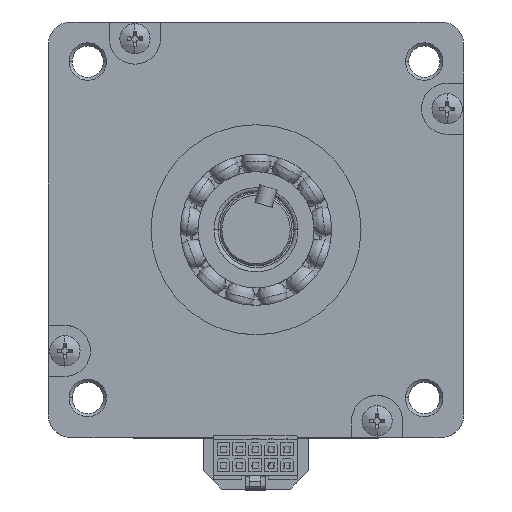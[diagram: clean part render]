
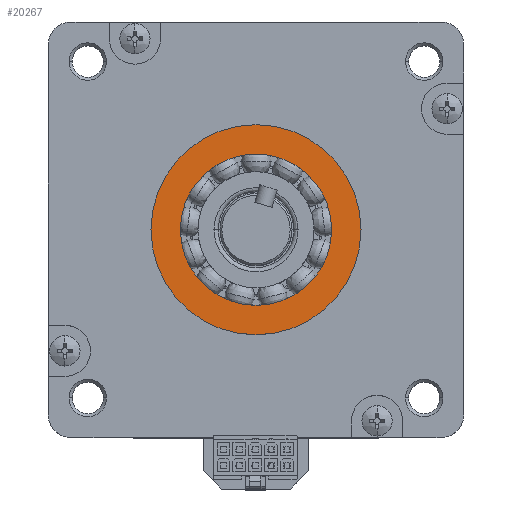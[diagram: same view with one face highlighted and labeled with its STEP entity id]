
A CAD part, top view. The second image highlights one B-rep face of the part: STEP entity #20267.
In plain terms, the highlighted planar face has unit normal (0, 0, 1).
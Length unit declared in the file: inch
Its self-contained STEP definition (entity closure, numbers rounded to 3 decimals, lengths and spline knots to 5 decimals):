
#1699 = AXIS2_PLACEMENT_3D ( 'NONE', #57877, #32651, #48596 ) ;
#4390 = DIRECTION ( 'NONE',  ( -1., 0., 0. ) ) ;
#4486 = FACE_BOUND ( 'NONE', #37712, .T. ) ;
#5316 = EDGE_CURVE ( 'NONE', #52598, #48786, #53159, .T. ) ;
#5916 = CIRCLE ( 'NONE', #58292, 1.09291 ) ;
#6597 = DIRECTION ( 'NONE',  ( 1., 0., 0. ) ) ;
#9236 = CARTESIAN_POINT ( 'NONE',  ( 0., 0., 0.06299 ) ) ;
#10869 = FACE_OUTER_BOUND ( 'NONE', #63329, .T. ) ;
#12562 = CARTESIAN_POINT ( 'NONE',  ( 0., 0., 0.06299 ) ) ;
#13018 = CARTESIAN_POINT ( 'NONE',  ( -0.7874, 0., 0.06299 ) ) ;
#14006 = CARTESIAN_POINT ( 'NONE',  ( 0., 0., 0.06299 ) ) ;
#18780 = DIRECTION ( 'NONE',  ( -1., 0., 0. ) ) ;
#20267 = ADVANCED_FACE ( 'NONE', ( #4486, #10869 ), #36974, .T. ) ;
#20376 = CARTESIAN_POINT ( 'NONE',  ( 0., 0., 0.06299 ) ) ;
#21379 = CARTESIAN_POINT ( 'NONE',  ( 0.7874, 0., 0.06299 ) ) ;
#29204 = CIRCLE ( 'NONE', #46347, 1.09291 ) ;
#30512 = AXIS2_PLACEMENT_3D ( 'NONE', #14006, #54550, #64737 ) ;
#30636 = ORIENTED_EDGE ( 'NONE', *, *, #48248, .F. ) ;
#32651 = DIRECTION ( 'NONE',  ( 0., 0., -1. ) ) ;
#35001 = CARTESIAN_POINT ( 'NONE',  ( 1.09291, 0., 0.06299 ) ) ;
#35338 = ORIENTED_EDGE ( 'NONE', *, *, #5316, .T. ) ;
#36974 = PLANE ( 'NONE',  #45089 ) ;
#37712 = EDGE_LOOP ( 'NONE', ( #46427, #35338 ) ) ;
#39872 = EDGE_CURVE ( 'NONE', #48786, #52598, #40331, .T. ) ;
#40331 = CIRCLE ( 'NONE', #1699, 0.7874 ) ;
#45089 = AXIS2_PLACEMENT_3D ( 'NONE', #12562, #52647, #6597 ) ;
#46347 = AXIS2_PLACEMENT_3D ( 'NONE', #9236, #59518, #18780 ) ;
#46427 = ORIENTED_EDGE ( 'NONE', *, *, #39872, .T. ) ;
#48248 = EDGE_CURVE ( 'NONE', #53732, #58743, #5916, .T. ) ;
#48596 = DIRECTION ( 'NONE',  ( 1., 0., 0. ) ) ;
#48786 = VERTEX_POINT ( 'NONE', #21379 ) ;
#52598 = VERTEX_POINT ( 'NONE', #13018 ) ;
#52647 = DIRECTION ( 'NONE',  ( 0., 0., 1. ) ) ;
#53159 = CIRCLE ( 'NONE', #30512, 0.7874 ) ;
#53732 = VERTEX_POINT ( 'NONE', #35001 ) ;
#54550 = DIRECTION ( 'NONE',  ( 0., 0., -1. ) ) ;
#55998 = DIRECTION ( 'NONE',  ( 0., 0., -1. ) ) ;
#57877 = CARTESIAN_POINT ( 'NONE',  ( 0., 0., 0.06299 ) ) ;
#58000 = ORIENTED_EDGE ( 'NONE', *, *, #61259, .F. ) ;
#58292 = AXIS2_PLACEMENT_3D ( 'NONE', #20376, #55998, #4390 ) ;
#58743 = VERTEX_POINT ( 'NONE', #63048 ) ;
#59518 = DIRECTION ( 'NONE',  ( 0., 0., -1. ) ) ;
#61259 = EDGE_CURVE ( 'NONE', #58743, #53732, #29204, .T. ) ;
#63048 = CARTESIAN_POINT ( 'NONE',  ( -1.09291, 0., 0.06299 ) ) ;
#63329 = EDGE_LOOP ( 'NONE', ( #58000, #30636 ) ) ;
#64737 = DIRECTION ( 'NONE',  ( 1., 0., 0. ) ) ;
